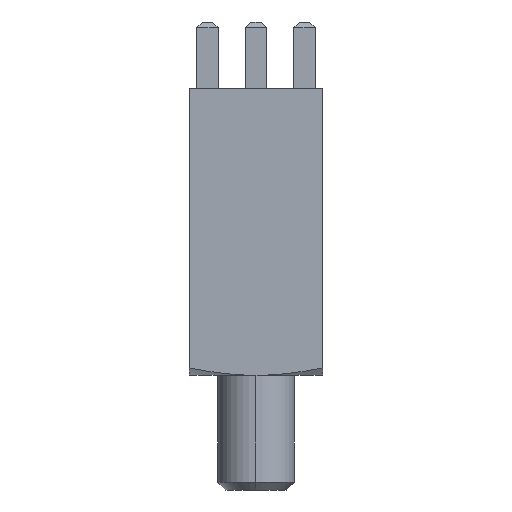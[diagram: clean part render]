
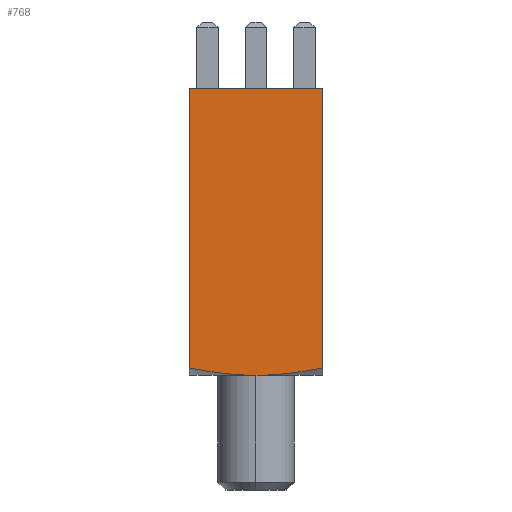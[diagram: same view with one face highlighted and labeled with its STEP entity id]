
A CAD part, left-side view. The second image highlights one B-rep face of the part: STEP entity #768.
In plain terms, the highlighted planar face has unit normal (-1, 0, 0).
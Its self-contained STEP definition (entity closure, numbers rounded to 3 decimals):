
#7 = DIRECTION ( 'NONE',  ( 0., 0., -1. ) ) ;
#8 = DIRECTION ( 'NONE',  ( 1., 0., 0. ) ) ;
#10 = PLANE ( 'NONE',  #1515 ) ;
#13 = FACE_OUTER_BOUND ( 'NONE', #1385, .T. ) ;
#23 = CARTESIAN_POINT ( 'NONE',  ( -3.5, -3.5, 15. ) ) ;
#498 = CARTESIAN_POINT ( 'NONE',  ( -3.5, 3.5, 15. ) ) ;
#534 = CARTESIAN_POINT ( 'NONE',  ( -3.5, -3.5, 15. ) ) ;
#546 = CARTESIAN_POINT ( 'NONE',  ( -3.5, 3.5, 0.388 ) ) ;
#547 = CARTESIAN_POINT ( 'NONE',  ( -3.5, -3.5, 0.388 ) ) ;
#621 = EDGE_CURVE ( 'NONE', #1262, #1379, #1188, .T. ) ;
#684 = VERTEX_POINT ( 'NONE', #968 ) ;
#768 = ADVANCED_FACE ( 'NONE', ( #13 ), #10, .F. ) ;
#968 = CARTESIAN_POINT ( 'NONE',  ( -3.5, 0., 0. ) ) ;
#1146 = DIRECTION ( 'NONE',  ( 0., -1., 0. ) ) ;
#1150 = CARTESIAN_POINT ( 'NONE',  ( -3.5, -3.5, 15. ) ) ;
#1188 = LINE ( 'NONE', #1150, #1812 ) ;
#1262 = VERTEX_POINT ( 'NONE', #498 ) ;
#1379 = VERTEX_POINT ( 'NONE', #534 ) ;
#1385 = EDGE_LOOP ( 'NONE', ( #1463, #1465, #1466, #1448, #1443 ) ) ;
#1438 = VERTEX_POINT ( 'NONE', #546 ) ;
#1439 = VERTEX_POINT ( 'NONE', #547 ) ;
#1443 = ORIENTED_EDGE ( 'NONE', *, *, #621, .F. ) ;
#1448 = ORIENTED_EDGE ( 'NONE', *, *, #2624, .F. ) ;
#1463 = ORIENTED_EDGE ( 'NONE', *, *, #2621, .T. ) ;
#1465 = ORIENTED_EDGE ( 'NONE', *, *, #2622, .T. ) ;
#1466 = ORIENTED_EDGE ( 'NONE', *, *, #2623, .T. ) ;
#1515 = AXIS2_PLACEMENT_3D ( 'NONE', #23, #8, #7 ) ;
#1675 = VECTOR ( 'NONE', #2535, 1000. ) ;
#1677 = VECTOR ( 'NONE', #2520, 1000. ) ;
#1812 = VECTOR ( 'NONE', #1146, 1000. ) ;
#2343 = B_SPLINE_CURVE_WITH_KNOTS ( 'NONE', 3,
 ( #2521, #2522, #2528, #2529, #2530, #2531 ),
 .UNSPECIFIED., .F., .F.,
 ( 4, 2, 4 ),
 ( 0.015, 0.017, 0.019 ),
 .UNSPECIFIED. ) ;
#2345 = B_SPLINE_CURVE_WITH_KNOTS ( 'NONE', 3,
 ( #2519, #2515, #2523, #2524, #2525, #2526 ),
 .UNSPECIFIED., .F., .F.,
 ( 4, 2, 4 ),
 ( 0.012, 0.014, 0.015 ),
 .UNSPECIFIED. ) ;
#2458 = LINE ( 'NONE', #2511, #1677 ) ;
#2511 = CARTESIAN_POINT ( 'NONE',  ( -3.5, 3.5, 15. ) ) ;
#2515 = CARTESIAN_POINT ( 'NONE',  ( -3.5, 2.922, 0.279 ) ) ;
#2519 = CARTESIAN_POINT ( 'NONE',  ( -3.5, 3.5, 0.388 ) ) ;
#2520 = DIRECTION ( 'NONE',  ( 0., 0., -1. ) ) ;
#2521 = CARTESIAN_POINT ( 'NONE',  ( -3.5, 0., 0. ) ) ;
#2522 = CARTESIAN_POINT ( 'NONE',  ( -3.5, -0.585, 0. ) ) ;
#2523 = CARTESIAN_POINT ( 'NONE',  ( -3.5, 2.341, 0.182 ) ) ;
#2524 = CARTESIAN_POINT ( 'NONE',  ( -3.5, 1.169, 0.041 ) ) ;
#2525 = CARTESIAN_POINT ( 'NONE',  ( -3.5, 0.584, 0. ) ) ;
#2526 = CARTESIAN_POINT ( 'NONE',  ( -3.5, 0., 0. ) ) ;
#2528 = CARTESIAN_POINT ( 'NONE',  ( -3.5, -1.17, 0.041 ) ) ;
#2529 = CARTESIAN_POINT ( 'NONE',  ( -3.5, -2.337, 0.181 ) ) ;
#2530 = CARTESIAN_POINT ( 'NONE',  ( -3.5, -2.92, 0.279 ) ) ;
#2531 = CARTESIAN_POINT ( 'NONE',  ( -3.5, -3.5, 0.388 ) ) ;
#2532 = LINE ( 'NONE', #2534, #1675 ) ;
#2534 = CARTESIAN_POINT ( 'NONE',  ( -3.5, -3.5, 15. ) ) ;
#2535 = DIRECTION ( 'NONE',  ( 0., 0., -1. ) ) ;
#2621 = EDGE_CURVE ( 'NONE', #1262, #1438, #2458, .T. ) ;
#2622 = EDGE_CURVE ( 'NONE', #1438, #684, #2345, .T. ) ;
#2623 = EDGE_CURVE ( 'NONE', #684, #1439, #2343, .T. ) ;
#2624 = EDGE_CURVE ( 'NONE', #1379, #1439, #2532, .T. ) ;
